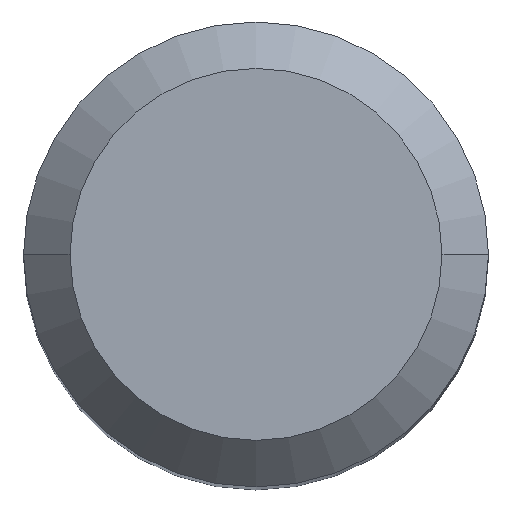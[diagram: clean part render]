
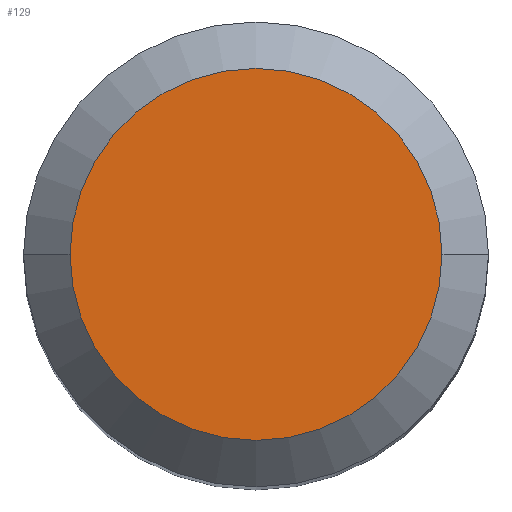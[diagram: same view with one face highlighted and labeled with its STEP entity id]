
A CAD part, top view. The second image highlights one B-rep face of the part: STEP entity #129.
In plain terms, the highlighted planar face has unit normal (0, 0, 1).
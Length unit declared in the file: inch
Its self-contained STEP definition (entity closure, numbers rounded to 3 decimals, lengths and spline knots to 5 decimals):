
#2 = DIRECTION ( 'NONE',  ( 1., 0., 0. ) ) ;
#5 = AXIS2_PLACEMENT_3D ( 'NONE', #245, #356, #468 ) ;
#13 = DIRECTION ( 'NONE',  ( 0., 0., 1. ) ) ;
#22 = DIRECTION ( 'NONE',  ( 1., 0., 0. ) ) ;
#29 = ORIENTED_EDGE ( 'NONE', *, *, #443, .T. ) ;
#33 = CIRCLE ( 'NONE', #485, 0.18896 ) ;
#49 = CARTESIAN_POINT ( 'NONE',  ( 0.18896, 0., 0. ) ) ;
#113 = VERTEX_POINT ( 'NONE', #49 ) ;
#123 = CARTESIAN_POINT ( 'NONE',  ( 0., 0., 0. ) ) ;
#129 = ADVANCED_FACE ( 'NONE', ( #281 ), #202, .F. ) ;
#202 = PLANE ( 'NONE',  #5 ) ;
#212 = DIRECTION ( 'NONE',  ( 0., 0., 1. ) ) ;
#220 = EDGE_CURVE ( 'NONE', #113, #344, #33, .T. ) ;
#245 = CARTESIAN_POINT ( 'NONE',  ( 0., 0., 0. ) ) ;
#248 = CARTESIAN_POINT ( 'NONE',  ( 0., 0., 0. ) ) ;
#281 = FACE_OUTER_BOUND ( 'NONE', #324, .T. ) ;
#322 = AXIS2_PLACEMENT_3D ( 'NONE', #248, #212, #22 ) ;
#323 = CARTESIAN_POINT ( 'NONE',  ( -0.18896, 0., 0. ) ) ;
#324 = EDGE_LOOP ( 'NONE', ( #29, #405 ) ) ;
#344 = VERTEX_POINT ( 'NONE', #323 ) ;
#356 = DIRECTION ( 'NONE',  ( 0., 0., -1. ) ) ;
#405 = ORIENTED_EDGE ( 'NONE', *, *, #220, .T. ) ;
#443 = EDGE_CURVE ( 'NONE', #344, #113, #477, .T. ) ;
#468 = DIRECTION ( 'NONE',  ( -1., 0., 0. ) ) ;
#477 = CIRCLE ( 'NONE', #322, 0.18896 ) ;
#485 = AXIS2_PLACEMENT_3D ( 'NONE', #123, #13, #2 ) ;
